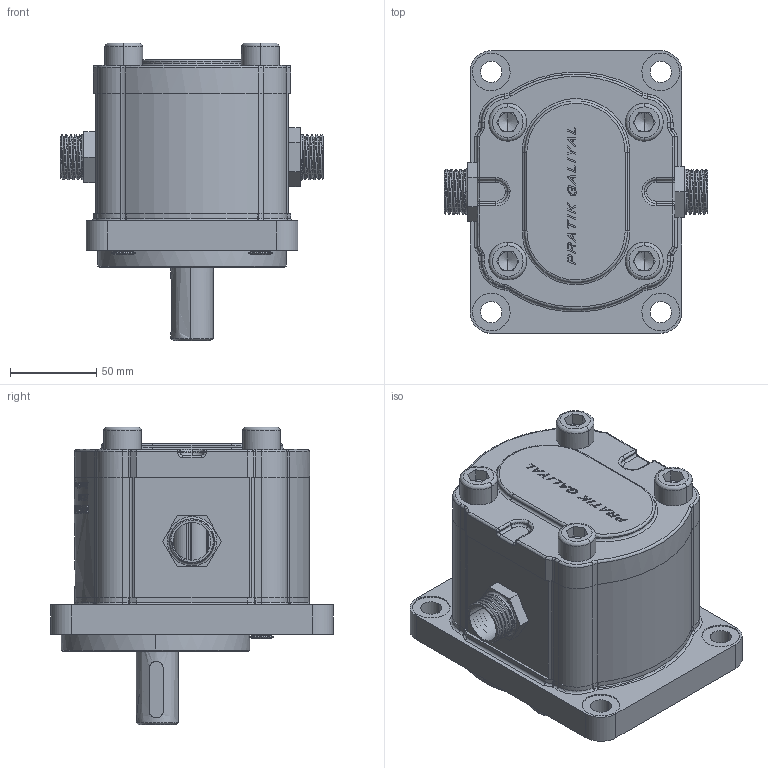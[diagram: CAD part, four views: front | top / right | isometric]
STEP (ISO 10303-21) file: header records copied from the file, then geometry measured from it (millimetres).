
FILE_DESCRIPTION(('FreeCAD Model'),'2;1');
FILE_NAME('Open CASCADE Shape Model','2025-04-17T05:06:51',('FreeCAD'),( 'FreeCAD'),'Open CASCADE STEP processor 7.6','FreeCAD','Unknown');
FILE_SCHEMA(('AUTOMOTIVE_DESIGN { 1 0 10303 214 1 1 1 1 }'));
Products named in the file (1): Open CASCADE STEP translator 7.6 1
Bounding box: 152.68 x 163.58 x 172.44 mm (x, y, z)
Volume: 1655486.8 mm3; surface area: 332043.1 mm2
Topology: 30 solids, 30 shells, 1869 faces, 4749 edges, 3002 vertices
Faces by surface type: bspline 1869
Entity records: 79613 total; most frequent: CARTESIAN_POINT 53236, ORIENTED_EDGE 9418, EDGE_CURVE 4709, VERTEX_POINT 3002, B_SPLINE_CURVE_WITH_KNOTS 2555, FACE_BOUND 2037, EDGE_LOOP 2037, ADVANCED_FACE 1869
